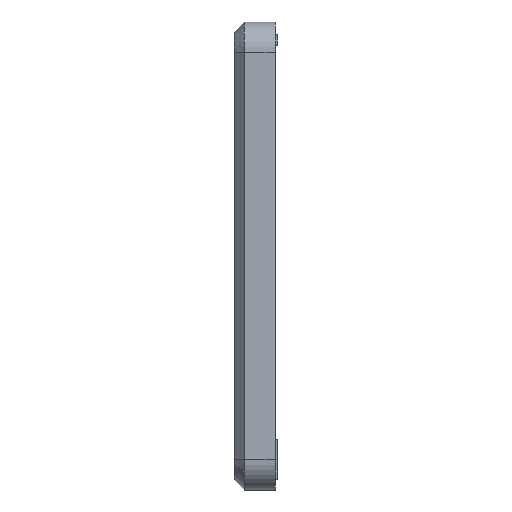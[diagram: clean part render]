
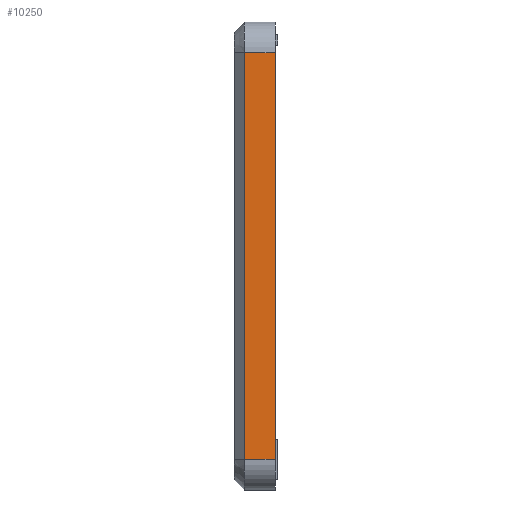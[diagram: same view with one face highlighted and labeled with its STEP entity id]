
A CAD part, left-side view. The second image highlights one B-rep face of the part: STEP entity #10250.
In plain terms, the highlighted planar face has unit normal (-1, 0, 0).
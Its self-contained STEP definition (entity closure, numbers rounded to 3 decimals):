
#1414=FACE_OUTER_BOUND('',#2041,.T.);
#2041=EDGE_LOOP('',(#9367,#9368,#9369,#9370));
#2197=LINE('',#13117,#3170);
#3003=LINE('',#17420,#3976);
#3016=LINE('',#17447,#3989);
#3017=LINE('',#17449,#3990);
#3170=VECTOR('',#11091,10.);
#3976=VECTOR('',#12659,10.);
#3989=VECTOR('',#12700,10.);
#3990=VECTOR('',#12703,10.);
#4147=VERTEX_POINT('',#13115);
#4148=VERTEX_POINT('',#13116);
#4959=VERTEX_POINT('',#17414);
#4960=VERTEX_POINT('',#17418);
#5147=EDGE_CURVE('',#4147,#4148,#2197,.T.);
#6422=EDGE_CURVE('',#4959,#4960,#3003,.T.);
#6436=EDGE_CURVE('',#4959,#4148,#3016,.T.);
#6437=EDGE_CURVE('',#4960,#4147,#3017,.T.);
#9367=ORIENTED_EDGE('',*,*,#6422,.F.);
#9368=ORIENTED_EDGE('',*,*,#6436,.T.);
#9369=ORIENTED_EDGE('',*,*,#5147,.F.);
#9370=ORIENTED_EDGE('',*,*,#6437,.F.);
#9701=PLANE('',#10759);
#10250=ADVANCED_FACE('',(#1414),#9701,.T.);
#10759=AXIS2_PLACEMENT_3D('',#17448,#12701,#12702);
#11091=DIRECTION('',(0.,0.,-1.));
#12659=DIRECTION('',(0.,0.,1.));
#12700=DIRECTION('',(0.,-1.,0.));
#12701=DIRECTION('center_axis',(-1.,0.,0.));
#12702=DIRECTION('ref_axis',(0.,0.,1.));
#12703=DIRECTION('',(0.,-1.,0.));
#13115=CARTESIAN_POINT('',(-67.5,-6.,39.5));
#13116=CARTESIAN_POINT('',(-67.5,-6.,-39.5));
#13117=CARTESIAN_POINT('',(-67.5,-6.,39.5));
#17414=CARTESIAN_POINT('',(-67.5,0.,-39.5));
#17418=CARTESIAN_POINT('',(-67.5,0.,39.5));
#17420=CARTESIAN_POINT('',(-67.5,0.,-22.75));
#17447=CARTESIAN_POINT('',(-67.5,0.,-39.5));
#17448=CARTESIAN_POINT('Origin',(-67.5,0.,-45.5));
#17449=CARTESIAN_POINT('',(-67.5,0.,39.5));
